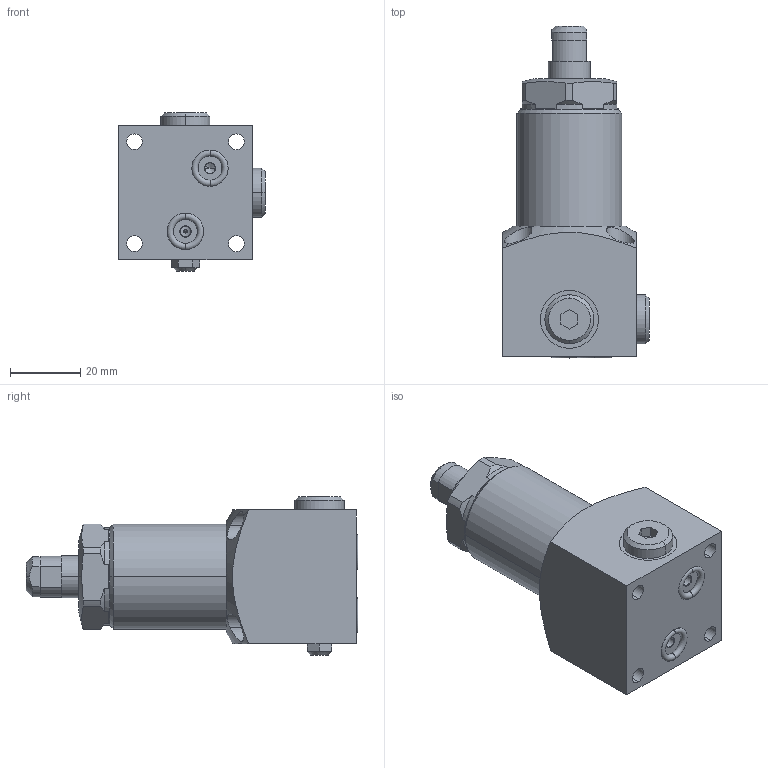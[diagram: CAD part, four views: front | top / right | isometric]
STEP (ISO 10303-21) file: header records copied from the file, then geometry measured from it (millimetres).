
FILE_DESCRIPTION((''),'2;1');
FILE_NAME('ILCML1051200H','2014-07-15T',('twa'),(''),'PRO/ENGINEER BY PARAMETRIC TECHNOLOGY CORPORATION, 2013320','PRO/ENGINEER BY PARAMETRIC TECHNOLOGY CORPORATION, 2013320','');
FILE_SCHEMA(('AUTOMOTIVE_DESIGN { 1 0 10303 214 1 1 1 1 }'));
Length unit declared in the file: millimetre
Products named in the file (1): ILCML1051200H
Bounding box: 41.75 x 94.45 x 45.07 mm (x, y, z)
Volume: 78330.5 mm3; surface area: 16980 mm2
Topology: 1 solids, 5 shells, 182 faces, 438 edges, 275 vertices
Faces by surface type: plane 72, cylinder 64, cone 42, torus 4
Entity records: 6885 total; most frequent: CARTESIAN_POINT 1259, DIRECTION 922, ORIENTED_EDGE 848, PRESENTATION_STYLE_ASSIGNMENT 431, STYLED_ITEM 431, CURVE_STYLE 428, EDGE_CURVE 428, AXIS2_PLACEMENT_3D 359
